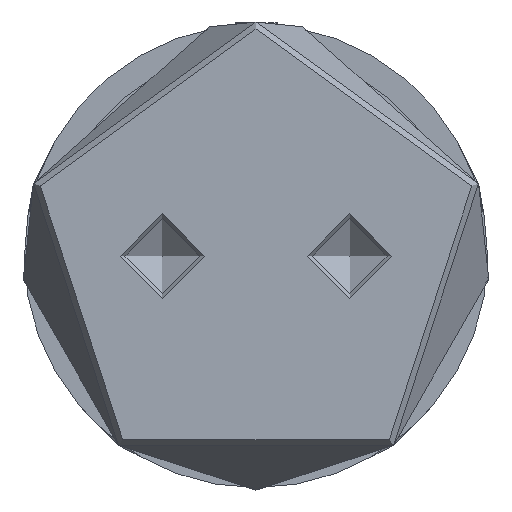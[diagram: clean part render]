
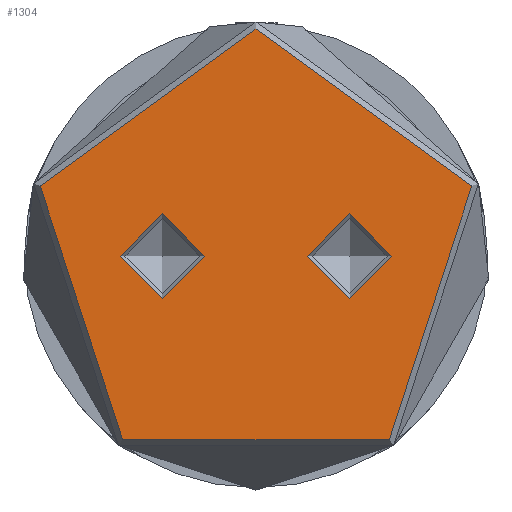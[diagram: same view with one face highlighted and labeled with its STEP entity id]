
A CAD part, front view. The second image highlights one B-rep face of the part: STEP entity #1304.
In plain terms, the highlighted face is planar.
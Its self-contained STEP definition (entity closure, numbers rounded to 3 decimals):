
#53 = CARTESIAN_POINT ( 'NONE',  ( 4.5, 10., 0. ) ) ;
#273 = VERTEX_POINT ( 'NONE', #1575 ) ;
#519 = CIRCLE ( 'NONE', #3317, 4.5 ) ;
#666 = AXIS2_PLACEMENT_3D ( 'NONE', #3706, #1359, #4100 ) ;
#747 = VERTEX_POINT ( 'NONE', #2357 ) ;
#1031 = ORIENTED_EDGE ( 'NONE', *, *, #4165, .T. ) ;
#1304 = ADVANCED_FACE ( 'NONE', ( #4658, #2014, #3505 ), #3430, .F. ) ;
#1319 = DIRECTION ( 'NONE',  ( 0., 0., -1. ) ) ;
#1359 = DIRECTION ( 'NONE',  ( 0., 0., 1. ) ) ;
#1369 = ORIENTED_EDGE ( 'NONE', *, *, #2386, .T. ) ;
#1569 = CARTESIAN_POINT ( 'NONE',  ( 0., 0., 0. ) ) ;
#1575 = CARTESIAN_POINT ( 'NONE',  ( 4.5, -10., 0. ) ) ;
#1706 = DIRECTION ( 'NONE',  ( 0., 0., 1. ) ) ;
#1793 = VERTEX_POINT ( 'NONE', #53 ) ;
#2014 = FACE_OUTER_BOUND ( 'NONE', #2863, .T. ) ;
#2220 = ORIENTED_EDGE ( 'NONE', *, *, #4236, .F. ) ;
#2299 = EDGE_LOOP ( 'NONE', ( #1369 ) ) ;
#2331 = DIRECTION ( 'NONE',  ( -1., 0., 0. ) ) ;
#2357 = CARTESIAN_POINT ( 'NONE',  ( 24.25, 0., 0. ) ) ;
#2386 = EDGE_CURVE ( 'NONE', #273, #273, #519, .T. ) ;
#2863 = EDGE_LOOP ( 'NONE', ( #1031 ) ) ;
#3317 = AXIS2_PLACEMENT_3D ( 'NONE', #3666, #1319, #4053 ) ;
#3430 = PLANE ( 'NONE',  #3817 ) ;
#3505 = FACE_BOUND ( 'NONE', #2299, .T. ) ;
#3647 = AXIS2_PLACEMENT_3D ( 'NONE', #4059, #1706, #4462 ) ;
#3666 = CARTESIAN_POINT ( 'NONE',  ( 0., -10., 0. ) ) ;
#3706 = CARTESIAN_POINT ( 'NONE',  ( 0., 10., 0. ) ) ;
#3753 = CIRCLE ( 'NONE', #666, 4.5 ) ;
#3809 = EDGE_LOOP ( 'NONE', ( #2220 ) ) ;
#3817 = AXIS2_PLACEMENT_3D ( 'NONE', #1569, #4691, #2331 ) ;
#4053 = DIRECTION ( 'NONE',  ( 1., 0., 0. ) ) ;
#4059 = CARTESIAN_POINT ( 'NONE',  ( 0., 0., 0. ) ) ;
#4100 = DIRECTION ( 'NONE',  ( 1., 0., 0. ) ) ;
#4165 = EDGE_CURVE ( 'NONE', #747, #747, #4362, .T. ) ;
#4236 = EDGE_CURVE ( 'NONE', #1793, #1793, #3753, .T. ) ;
#4362 = CIRCLE ( 'NONE', #3647, 24.25 ) ;
#4462 = DIRECTION ( 'NONE',  ( 1., 0., 0. ) ) ;
#4658 = FACE_BOUND ( 'NONE', #3809, .T. ) ;
#4691 = DIRECTION ( 'NONE',  ( 0., 0., -1. ) ) ;
